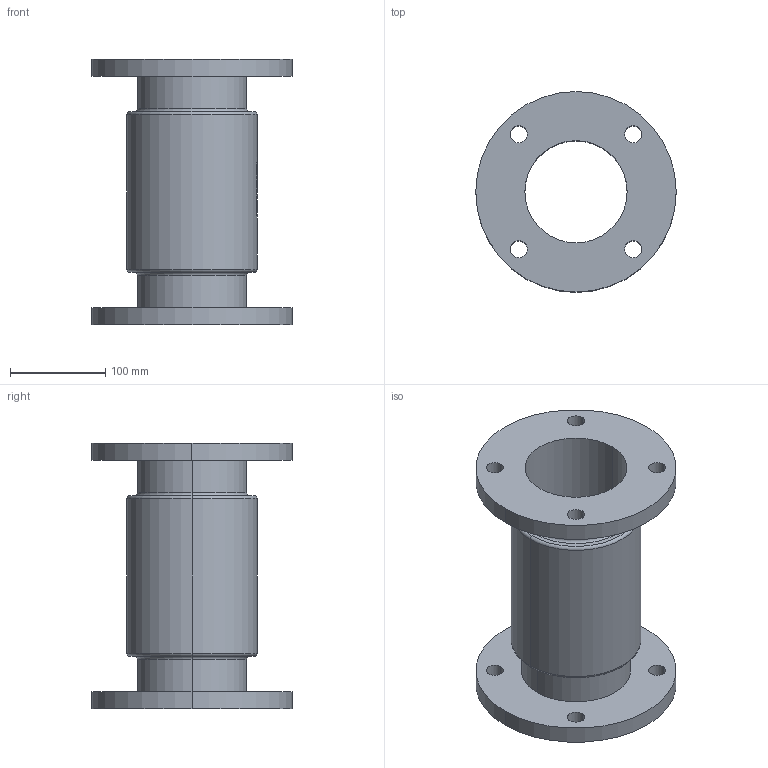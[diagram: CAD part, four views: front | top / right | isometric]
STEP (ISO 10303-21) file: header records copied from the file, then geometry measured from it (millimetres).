
FILE_DESCRIPTION (( 'STEP AP214' ), '1' );
FILE_NAME ('7120000_DN100_PN06_51420214.STEP', '2022-02-17T10:12:41', ( 'axxx' ), ( 'Hewlett-Packard Company' ), 'SwSTEP 2.0', 'SolidWorks 2019', '' );
FILE_SCHEMA (( 'AUTOMOTIVE_DESIGN' ));
Length unit declared in the file: millimetre
Products named in the file (1): 7120000_DN100_PN06_51420214
Bounding box: 210 x 210 x 278 mm (x, y, z)
Volume: 1911670.4 mm3; surface area: 329534.1 mm2
Topology: 1 solids, 1 shells, 528 faces, 1417 edges, 942 vertices
Faces by surface type: plane 250, bspline 209, cylinder 61, torus 8
Entity records: 28929 total; most frequent: CARTESIAN_POINT 17149, ORIENTED_EDGE 2834, DIRECTION 1701, EDGE_CURVE 1417, VERTEX_POINT 942, VECTOR 763, LINE 763, EDGE_LOOP 597
